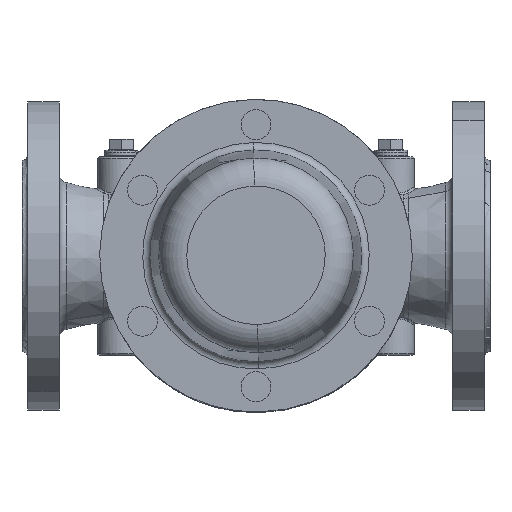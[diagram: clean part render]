
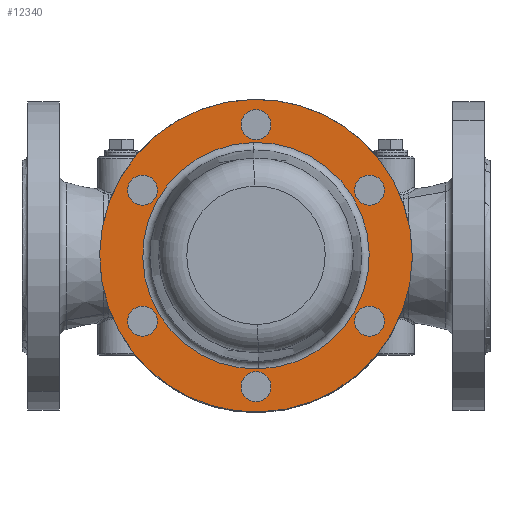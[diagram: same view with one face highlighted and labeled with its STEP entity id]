
A CAD part, top view. The second image highlights one B-rep face of the part: STEP entity #12340.
In plain terms, the highlighted planar face has unit normal (0, 0, 1).
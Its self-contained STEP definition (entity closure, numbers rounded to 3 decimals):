
#11727=DIRECTION('Axis2P3D Direction',(0.,0.,1.)) ;
#11749=DIRECTION('Axis2P3D Direction',(0.,0.,1.)) ;
#11775=DIRECTION('Axis2P3D Direction',(0.,0.,-1.)) ;
#11806=DIRECTION('Axis2P3D Direction',(0.,0.,-1.)) ;
#11851=DIRECTION('Axis2P3D Direction',(0.,0.,1.)) ;
#11873=DIRECTION('Axis2P3D Direction',(0.,0.,1.)) ;
#11913=DIRECTION('Axis2P3D Direction',(0.,0.,1.)) ;
#11935=DIRECTION('Axis2P3D Direction',(0.,0.,1.)) ;
#11975=DIRECTION('Axis2P3D Direction',(0.,0.,1.)) ;
#11997=DIRECTION('Axis2P3D Direction',(0.,0.,1.)) ;
#12037=DIRECTION('Axis2P3D Direction',(0.,0.,1.)) ;
#12059=DIRECTION('Axis2P3D Direction',(0.,0.,1.)) ;
#12099=DIRECTION('Axis2P3D Direction',(0.,0.,1.)) ;
#12121=DIRECTION('Axis2P3D Direction',(0.,0.,1.)) ;
#12274=DIRECTION('Axis2P3D Direction',(0.,0.,-1.)) ;
#12275=DIRECTION('Axis2P3D XDirection',(-0.5,0.866,0.)) ;
#12279=DIRECTION('Axis2P3D Direction',(0.,0.,-1.)) ;
#12288=DIRECTION('Axis2P3D Direction',(0.,0.,-1.)) ;
#12295=DIRECTION('Axis2P3D Direction',(0.,0.,-1.)) ;
#12302=DIRECTION('Axis2P3D Direction',(0.,0.,-1.)) ;
#11707=CARTESIAN_POINT('Vertex',(-64.622,-28.072,103.)) ;
#11723=CARTESIAN_POINT('Vertex',(-56.622,-41.928,103.)) ;
#11726=CARTESIAN_POINT('Axis2P3D Location',(-60.622,-35.,103.)) ;
#11748=CARTESIAN_POINT('Axis2P3D Location',(-60.622,-35.,103.)) ;
#11771=CARTESIAN_POINT('Vertex',(-1.428,60.483,103.)) ;
#11774=CARTESIAN_POINT('Axis2P3D Location',(0.,0.,103.)) ;
#11778=CARTESIAN_POINT('Vertex',(1.428,-60.483,103.)) ;
#11805=CARTESIAN_POINT('Axis2P3D Location',(0.,0.,103.)) ;
#11831=CARTESIAN_POINT('Vertex',(-64.622,28.072,103.)) ;
#11847=CARTESIAN_POINT('Vertex',(-56.622,41.928,103.)) ;
#11850=CARTESIAN_POINT('Axis2P3D Location',(-60.622,35.,103.)) ;
#11872=CARTESIAN_POINT('Axis2P3D Location',(-60.622,35.,103.)) ;
#11893=CARTESIAN_POINT('Vertex',(-8.,70.,103.)) ;
#11909=CARTESIAN_POINT('Vertex',(8.,70.,103.)) ;
#11912=CARTESIAN_POINT('Axis2P3D Location',(0.,70.,103.)) ;
#11934=CARTESIAN_POINT('Axis2P3D Location',(0.,70.,103.)) ;
#11955=CARTESIAN_POINT('Vertex',(56.622,41.928,103.)) ;
#11971=CARTESIAN_POINT('Vertex',(64.622,28.072,103.)) ;
#11974=CARTESIAN_POINT('Axis2P3D Location',(60.622,35.,103.)) ;
#11996=CARTESIAN_POINT('Axis2P3D Location',(60.622,35.,103.)) ;
#12017=CARTESIAN_POINT('Vertex',(64.622,-28.072,103.)) ;
#12033=CARTESIAN_POINT('Vertex',(56.622,-41.928,103.)) ;
#12036=CARTESIAN_POINT('Axis2P3D Location',(60.622,-35.,103.)) ;
#12058=CARTESIAN_POINT('Axis2P3D Location',(60.622,-35.,103.)) ;
#12079=CARTESIAN_POINT('Vertex',(8.,-70.,103.)) ;
#12095=CARTESIAN_POINT('Vertex',(-8.,-70.,103.)) ;
#12098=CARTESIAN_POINT('Axis2P3D Location',(0.,-70.,103.)) ;
#12120=CARTESIAN_POINT('Axis2P3D Location',(0.,-70.,103.)) ;
#12273=CARTESIAN_POINT('Axis2P3D Location',(-30.25,52.395,103.)) ;
#12278=CARTESIAN_POINT('Axis2P3D Location',(0.,0.,103.)) ;
#12282=CARTESIAN_POINT('Vertex',(73.278,40.032,103.)) ;
#12284=CARTESIAN_POINT('Vertex',(1.97,-83.477,103.)) ;
#12287=CARTESIAN_POINT('Axis2P3D Location',(0.,0.,103.)) ;
#12291=CARTESIAN_POINT('Vertex',(-1.97,83.477,103.)) ;
#12294=CARTESIAN_POINT('Axis2P3D Location',(0.,0.,103.)) ;
#12298=CARTESIAN_POINT('Vertex',(-73.278,-40.032,103.)) ;
#12301=CARTESIAN_POINT('Axis2P3D Location',(0.,0.,103.)) ;
#11728=AXIS2_PLACEMENT_3D('Circle Axis2P3D',#11726,#11727,$) ;
#11750=AXIS2_PLACEMENT_3D('Circle Axis2P3D',#11748,#11749,$) ;
#11776=AXIS2_PLACEMENT_3D('Circle Axis2P3D',#11774,#11775,$) ;
#11807=AXIS2_PLACEMENT_3D('Circle Axis2P3D',#11805,#11806,$) ;
#11852=AXIS2_PLACEMENT_3D('Circle Axis2P3D',#11850,#11851,$) ;
#11874=AXIS2_PLACEMENT_3D('Circle Axis2P3D',#11872,#11873,$) ;
#11914=AXIS2_PLACEMENT_3D('Circle Axis2P3D',#11912,#11913,$) ;
#11936=AXIS2_PLACEMENT_3D('Circle Axis2P3D',#11934,#11935,$) ;
#11976=AXIS2_PLACEMENT_3D('Circle Axis2P3D',#11974,#11975,$) ;
#11998=AXIS2_PLACEMENT_3D('Circle Axis2P3D',#11996,#11997,$) ;
#12038=AXIS2_PLACEMENT_3D('Circle Axis2P3D',#12036,#12037,$) ;
#12060=AXIS2_PLACEMENT_3D('Circle Axis2P3D',#12058,#12059,$) ;
#12100=AXIS2_PLACEMENT_3D('Circle Axis2P3D',#12098,#12099,$) ;
#12122=AXIS2_PLACEMENT_3D('Circle Axis2P3D',#12120,#12121,$) ;
#12276=AXIS2_PLACEMENT_3D('Plane Axis2P3D',#12273,#12274,#12275) ;
#12280=AXIS2_PLACEMENT_3D('Circle Axis2P3D',#12278,#12279,$) ;
#12289=AXIS2_PLACEMENT_3D('Circle Axis2P3D',#12287,#12288,$) ;
#12296=AXIS2_PLACEMENT_3D('Circle Axis2P3D',#12294,#12295,$) ;
#12303=AXIS2_PLACEMENT_3D('Circle Axis2P3D',#12301,#12302,$) ;
#12315=FACE_BOUND('',#12312,.T.) ;
#12319=FACE_BOUND('',#12316,.T.) ;
#12323=FACE_BOUND('',#12320,.T.) ;
#12327=FACE_BOUND('',#12324,.T.) ;
#12331=FACE_BOUND('',#12328,.T.) ;
#12335=FACE_BOUND('',#12332,.T.) ;
#12339=FACE_BOUND('',#12336,.T.) ;
#11730=EDGE_CURVE('',#11708,#11724,#11729,.F.) ;
#11752=EDGE_CURVE('',#11724,#11708,#11751,.F.) ;
#11780=EDGE_CURVE('',#11779,#11772,#11777,.T.) ;
#11809=EDGE_CURVE('',#11772,#11779,#11808,.T.) ;
#11854=EDGE_CURVE('',#11832,#11848,#11853,.F.) ;
#11876=EDGE_CURVE('',#11848,#11832,#11875,.F.) ;
#11916=EDGE_CURVE('',#11894,#11910,#11915,.F.) ;
#11938=EDGE_CURVE('',#11910,#11894,#11937,.F.) ;
#11978=EDGE_CURVE('',#11956,#11972,#11977,.F.) ;
#12000=EDGE_CURVE('',#11972,#11956,#11999,.F.) ;
#12040=EDGE_CURVE('',#12018,#12034,#12039,.F.) ;
#12062=EDGE_CURVE('',#12034,#12018,#12061,.F.) ;
#12102=EDGE_CURVE('',#12080,#12096,#12101,.F.) ;
#12124=EDGE_CURVE('',#12096,#12080,#12123,.F.) ;
#12286=EDGE_CURVE('',#12283,#12285,#12281,.T.) ;
#12293=EDGE_CURVE('',#12292,#12283,#12290,.T.) ;
#12300=EDGE_CURVE('',#12299,#12292,#12297,.T.) ;
#12305=EDGE_CURVE('',#12285,#12299,#12304,.T.) ;
#12277=PLANE('Plane',#12276) ;
#12307=ORIENTED_EDGE('',*,*,#12286,.F.) ;
#12308=ORIENTED_EDGE('',*,*,#12293,.F.) ;
#12309=ORIENTED_EDGE('',*,*,#12300,.F.) ;
#12310=ORIENTED_EDGE('',*,*,#12305,.F.) ;
#12313=ORIENTED_EDGE('',*,*,#11730,.T.) ;
#12314=ORIENTED_EDGE('',*,*,#11752,.T.) ;
#12317=ORIENTED_EDGE('',*,*,#11780,.T.) ;
#12318=ORIENTED_EDGE('',*,*,#11809,.T.) ;
#12321=ORIENTED_EDGE('',*,*,#11854,.T.) ;
#12322=ORIENTED_EDGE('',*,*,#11876,.T.) ;
#12325=ORIENTED_EDGE('',*,*,#11916,.T.) ;
#12326=ORIENTED_EDGE('',*,*,#11938,.T.) ;
#12329=ORIENTED_EDGE('',*,*,#11978,.T.) ;
#12330=ORIENTED_EDGE('',*,*,#12000,.T.) ;
#12333=ORIENTED_EDGE('',*,*,#12040,.T.) ;
#12334=ORIENTED_EDGE('',*,*,#12062,.T.) ;
#12337=ORIENTED_EDGE('',*,*,#12102,.T.) ;
#12338=ORIENTED_EDGE('',*,*,#12124,.T.) ;
#12340=ADVANCED_FACE('Brep With Voids',(#12311,#12315,#12319,#12323,#12327,#12331,#12335,#12339),#12277,.F.) ;
#11729=CIRCLE('generated circle',#11728,8.) ;
#11751=CIRCLE('generated circle',#11750,8.) ;
#11777=CIRCLE('generated circle',#11776,60.5) ;
#11808=CIRCLE('generated circle',#11807,60.5) ;
#11853=CIRCLE('generated circle',#11852,8.) ;
#11875=CIRCLE('generated circle',#11874,8.) ;
#11915=CIRCLE('generated circle',#11914,8.) ;
#11937=CIRCLE('generated circle',#11936,8.) ;
#11977=CIRCLE('generated circle',#11976,8.) ;
#11999=CIRCLE('generated circle',#11998,8.) ;
#12039=CIRCLE('generated circle',#12038,8.) ;
#12061=CIRCLE('generated circle',#12060,8.) ;
#12101=CIRCLE('generated circle',#12100,8.) ;
#12123=CIRCLE('generated circle',#12122,8.) ;
#12281=CIRCLE('generated circle',#12280,83.5) ;
#12290=CIRCLE('generated circle',#12289,83.5) ;
#12297=CIRCLE('generated circle',#12296,83.5) ;
#12304=CIRCLE('generated circle',#12303,83.5) ;
#11708=VERTEX_POINT('',#11707) ;
#11724=VERTEX_POINT('',#11723) ;
#11772=VERTEX_POINT('',#11771) ;
#11779=VERTEX_POINT('',#11778) ;
#11832=VERTEX_POINT('',#11831) ;
#11848=VERTEX_POINT('',#11847) ;
#11894=VERTEX_POINT('',#11893) ;
#11910=VERTEX_POINT('',#11909) ;
#11956=VERTEX_POINT('',#11955) ;
#11972=VERTEX_POINT('',#11971) ;
#12018=VERTEX_POINT('',#12017) ;
#12034=VERTEX_POINT('',#12033) ;
#12080=VERTEX_POINT('',#12079) ;
#12096=VERTEX_POINT('',#12095) ;
#12283=VERTEX_POINT('',#12282) ;
#12285=VERTEX_POINT('',#12284) ;
#12292=VERTEX_POINT('',#12291) ;
#12299=VERTEX_POINT('',#12298) ;
#12306=EDGE_LOOP('',(#12307,#12308,#12309,#12310)) ;
#12312=EDGE_LOOP('',(#12313,#12314)) ;
#12316=EDGE_LOOP('',(#12317,#12318)) ;
#12320=EDGE_LOOP('',(#12321,#12322)) ;
#12324=EDGE_LOOP('',(#12325,#12326)) ;
#12328=EDGE_LOOP('',(#12329,#12330)) ;
#12332=EDGE_LOOP('',(#12333,#12334)) ;
#12336=EDGE_LOOP('',(#12337,#12338)) ;
#12311=FACE_OUTER_BOUND('',#12306,.T.) ;
